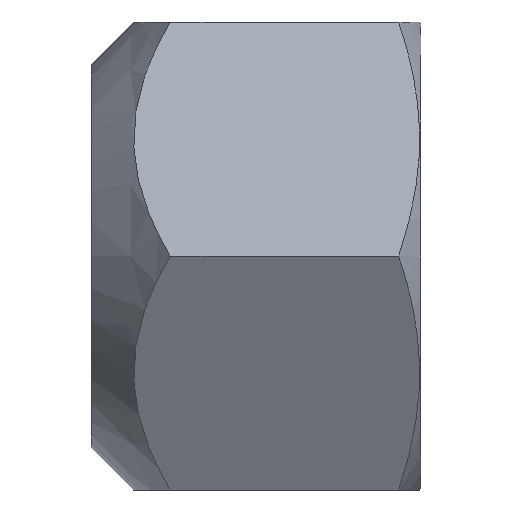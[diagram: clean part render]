
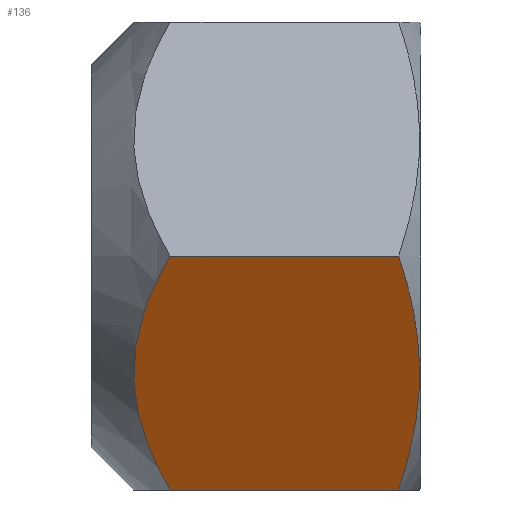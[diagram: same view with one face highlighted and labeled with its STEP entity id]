
A CAD part, left-side view. The second image highlights one B-rep face of the part: STEP entity #136.
In plain terms, the highlighted planar face has unit normal (-0.866, 0, -0.5).
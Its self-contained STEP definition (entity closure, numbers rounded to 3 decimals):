
#133 = EDGE_CURVE ( 'NONE', #144, #211, #399, .T. ) ;
#134 = EDGE_LOOP ( 'NONE', ( #137, #138, #213, #153 ) ) ;
#136 = ADVANCED_FACE ( 'NONE', ( #395 ), #394, .F. ) ;
#137 = ORIENTED_EDGE ( 'NONE', *, *, #139, .T. ) ;
#138 = ORIENTED_EDGE ( 'NONE', *, *, #133, .T. ) ;
#139 = EDGE_CURVE ( 'NONE', #142, #144, #449, .T. ) ;
#142 = VERTEX_POINT ( 'NONE', #448 ) ;
#144 = VERTEX_POINT ( 'NONE', #433 ) ;
#151 = EDGE_CURVE ( 'NONE', #142, #212, #421, .T. ) ;
#153 = ORIENTED_EDGE ( 'NONE', *, *, #151, .F. ) ;
#211 = VERTEX_POINT ( 'NONE', #568 ) ;
#212 = VERTEX_POINT ( 'NONE', #623 ) ;
#213 = ORIENTED_EDGE ( 'NONE', *, *, #214, .T. ) ;
#214 = EDGE_CURVE ( 'NONE', #211, #212, #615, .T. ) ;
#390 = DIRECTION ( 'NONE',  ( 0.5, 0., -0.866 ) ) ;
#391 = DIRECTION ( 'NONE',  ( 0.866, 0., 0.5 ) ) ;
#392 = CARTESIAN_POINT ( 'NONE',  ( -6.351, 15.5, -11. ) ) ;
#393 = AXIS2_PLACEMENT_3D ( 'NONE', #392, #391, #390 ) ;
#394 = PLANE ( 'NONE',  #393 ) ;
#395 = FACE_OUTER_BOUND ( 'NONE', #134, .T. ) ;
#396 = DIRECTION ( 'NONE',  ( 0., -1., 0. ) ) ;
#397 = VECTOR ( 'NONE', #396, 1000. ) ;
#398 = CARTESIAN_POINT ( 'NONE',  ( -6.351, 15.5, -11. ) ) ;
#399 = LINE ( 'NONE', #398, #397 ) ;
#421 = LINE ( 'NONE', #481, #480 ) ;
#433 = CARTESIAN_POINT ( 'NONE',  ( -6.351, 11.798, -11. ) ) ;
#435 = CARTESIAN_POINT ( 'NONE',  ( -6.351, 11.798, -11. ) ) ;
#436 = CARTESIAN_POINT ( 'NONE',  ( -6.85, 12.297, -10.135 ) ) ;
#437 = CARTESIAN_POINT ( 'NONE',  ( -7.364, 12.725, -9.245 ) ) ;
#438 = CARTESIAN_POINT ( 'NONE',  ( -8.439, 13.334, -7.384 ) ) ;
#439 = CARTESIAN_POINT ( 'NONE',  ( -8.984, 13.502, -6.44 ) ) ;
#440 = CARTESIAN_POINT ( 'NONE',  ( -9.815, 13.499, -5. ) ) ;
#441 = CARTESIAN_POINT ( 'NONE',  ( -10.096, 13.454, -4.513 ) ) ;
#442 = CARTESIAN_POINT ( 'NONE',  ( -10.642, 13.289, -3.567 ) ) ;
#443 = CARTESIAN_POINT ( 'NONE',  ( -10.91, 13.169, -3.104 ) ) ;
#444 = CARTESIAN_POINT ( 'NONE',  ( -11.698, 12.716, -1.738 ) ) ;
#445 = CARTESIAN_POINT ( 'NONE',  ( -12.205, 12.295, -0.859 ) ) ;
#446 = CARTESIAN_POINT ( 'NONE',  ( -12.702, 11.798, 0. ) ) ;
#448 = CARTESIAN_POINT ( 'NONE',  ( -12.702, 11.798, 0. ) ) ;
#449 = B_SPLINE_CURVE_WITH_KNOTS ( 'NONE', 3,
 ( #446, #445, #444, #443, #442, #441, #440, #439, #438, #437, #436, #435 ),
 .UNSPECIFIED., .F., .F.,
 ( 4, 2, 2, 2, 2, 4 ),
 ( 0., 0.003, 0.005, 0.007, 0.01, 0.013 ),
 .UNSPECIFIED. ) ;
#479 = DIRECTION ( 'NONE',  ( 0., -1., 0. ) ) ;
#480 = VECTOR ( 'NONE', #479, 1000. ) ;
#481 = CARTESIAN_POINT ( 'NONE',  ( -12.702, 15.5, 0. ) ) ;
#568 = CARTESIAN_POINT ( 'NONE',  ( -6.351, 1.04, -11. ) ) ;
#602 = CARTESIAN_POINT ( 'NONE',  ( -12.702, 1.04, 0. ) ) ;
#603 = CARTESIAN_POINT ( 'NONE',  ( -12.183, 0.74, -0.899 ) ) ;
#604 = CARTESIAN_POINT ( 'NONE',  ( -11.659, 0.493, -1.806 ) ) ;
#605 = CARTESIAN_POINT ( 'NONE',  ( -10.864, 0.236, -3.182 ) ) ;
#606 = CARTESIAN_POINT ( 'NONE',  ( -10.598, 0.17, -3.644 ) ) ;
#607 = CARTESIAN_POINT ( 'NONE',  ( -10.061, 0.08, -4.573 ) ) ;
#608 = CARTESIAN_POINT ( 'NONE',  ( -9.79, 0.057, -5.043 ) ) ;
#609 = CARTESIAN_POINT ( 'NONE',  ( -8.98, 0.058, -6.446 ) ) ;
#610 = CARTESIAN_POINT ( 'NONE',  ( -8.447, 0.152, -7.369 ) ) ;
#611 = CARTESIAN_POINT ( 'NONE',  ( -7.392, 0.494, -9.197 ) ) ;
#612 = CARTESIAN_POINT ( 'NONE',  ( -6.869, 0.741, -10.102 ) ) ;
#613 = CARTESIAN_POINT ( 'NONE',  ( -6.351, 1.04, -11. ) ) ;
#615 = B_SPLINE_CURVE_WITH_KNOTS ( 'NONE', 3,
 ( #613, #612, #611, #610, #609, #608, #607, #606, #605, #604, #603, #602 ),
 .UNSPECIFIED., .F., .F.,
 ( 4, 2, 2, 2, 2, 4 ),
 ( 0., 0.003, 0.006, 0.008, 0.01, 0.013 ),
 .UNSPECIFIED. ) ;
#623 = CARTESIAN_POINT ( 'NONE',  ( -12.702, 1.04, 0. ) ) ;
